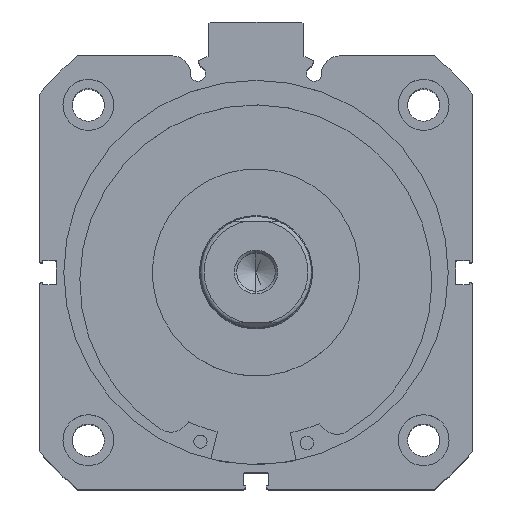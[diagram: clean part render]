
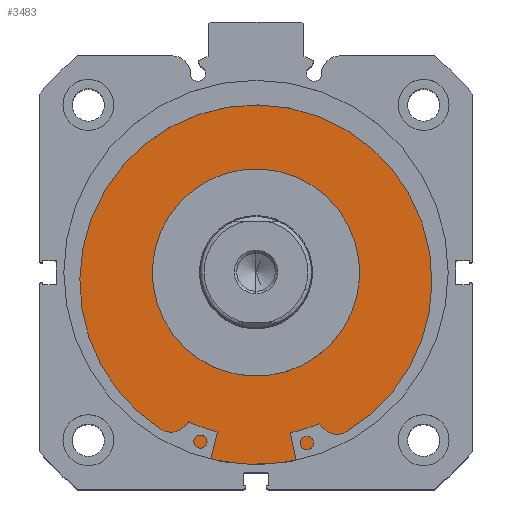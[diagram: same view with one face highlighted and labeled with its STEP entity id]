
A CAD part, top view. The second image highlights one B-rep face of the part: STEP entity #3483.
In plain terms, the highlighted face is planar.
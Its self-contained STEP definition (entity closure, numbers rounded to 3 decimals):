
#388 = VERTEX_POINT ( 'NONE', #682 ) ;
#391 = VERTEX_POINT ( 'NONE', #679 ) ;
#440 = VERTEX_POINT ( 'NONE', #627 ) ;
#444 = VERTEX_POINT ( 'NONE', #622 ) ;
#622 = CARTESIAN_POINT ( 'NONE',  ( 5.5, 0., 27.5 ) ) ;
#627 = CARTESIAN_POINT ( 'NONE',  ( 5.5, 0., -27.5 ) ) ;
#679 = CARTESIAN_POINT ( 'NONE',  ( 5.5, 0., -51. ) ) ;
#682 = CARTESIAN_POINT ( 'NONE',  ( 5.5, 0., 51. ) ) ;
#1598 = EDGE_CURVE ( 'NONE', #440, #444, #4565, .T. ) ;
#1621 = EDGE_CURVE ( 'NONE', #388, #391, #4600, .T. ) ;
#1622 = EDGE_CURVE ( 'NONE', #444, #440, #4602, .T. ) ;
#1629 = EDGE_CURVE ( 'NONE', #391, #388, #4609, .T. ) ;
#2122 = AXIS2_PLACEMENT_3D ( 'NONE', #3432, #3414, #3410 ) ;
#2136 = AXIS2_PLACEMENT_3D ( 'NONE', #3243, #3209, #3207 ) ;
#2138 = AXIS2_PLACEMENT_3D ( 'NONE', #3205, #3202, #3199 ) ;
#2141 = AXIS2_PLACEMENT_3D ( 'NONE', #3142, #3138, #3134 ) ;
#3134 = DIRECTION ( 'NONE',  ( 0., 0., 1. ) ) ;
#3138 = DIRECTION ( 'NONE',  ( -1., 0., 0. ) ) ;
#3142 = CARTESIAN_POINT ( 'NONE',  ( 5.5, 0., 0. ) ) ;
#3199 = DIRECTION ( 'NONE',  ( 0., 0., 1. ) ) ;
#3202 = DIRECTION ( 'NONE',  ( -1., 0., 0. ) ) ;
#3205 = CARTESIAN_POINT ( 'NONE',  ( 5.5, 0., 0. ) ) ;
#3207 = DIRECTION ( 'NONE',  ( 0., 0., 1. ) ) ;
#3209 = DIRECTION ( 'NONE',  ( -1., 0., 0. ) ) ;
#3243 = CARTESIAN_POINT ( 'NONE',  ( 5.5, 0., 0. ) ) ;
#3410 = DIRECTION ( 'NONE',  ( 0., 0., 1. ) ) ;
#3414 = DIRECTION ( 'NONE',  ( -1., 0., 0. ) ) ;
#3432 = CARTESIAN_POINT ( 'NONE',  ( 5.5, 0., 0. ) ) ;
#3483 = ADVANCED_FACE ( 'NONE', ( #6818, #6824 ), #5796, .F. ) ;
#3759 = EDGE_LOOP ( 'NONE', ( #3946, #3947 ) ) ;
#3857 = EDGE_LOOP ( 'NONE', ( #3948, #3949 ) ) ;
#3946 = ORIENTED_EDGE ( 'NONE', *, *, #1622, .F. ) ;
#3947 = ORIENTED_EDGE ( 'NONE', *, *, #1598, .F. ) ;
#3948 = ORIENTED_EDGE ( 'NONE', *, *, #1621, .T. ) ;
#3949 = ORIENTED_EDGE ( 'NONE', *, *, #1629, .T. ) ;
#4565 = CIRCLE ( 'NONE', #2122, 27.5 ) ;
#4600 = CIRCLE ( 'NONE', #2136, 51. ) ;
#4602 = CIRCLE ( 'NONE', #2138, 27.5 ) ;
#4609 = CIRCLE ( 'NONE', #2141, 51. ) ;
#5238 = AXIS2_PLACEMENT_3D ( 'NONE', #5795, #5797, #5798 ) ;
#5795 = CARTESIAN_POINT ( 'NONE',  ( 5.5, 51., 0. ) ) ;
#5796 = PLANE ( 'NONE',  #5238 ) ;
#5797 = DIRECTION ( 'NONE',  ( 1., 0., 0. ) ) ;
#5798 = DIRECTION ( 'NONE',  ( 0., 0., -1. ) ) ;
#6818 = FACE_BOUND ( 'NONE', #3759, .T. ) ;
#6824 = FACE_OUTER_BOUND ( 'NONE', #3857, .T. ) ;
